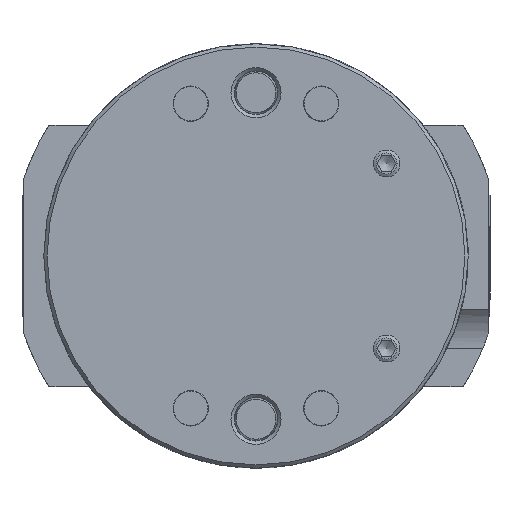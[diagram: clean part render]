
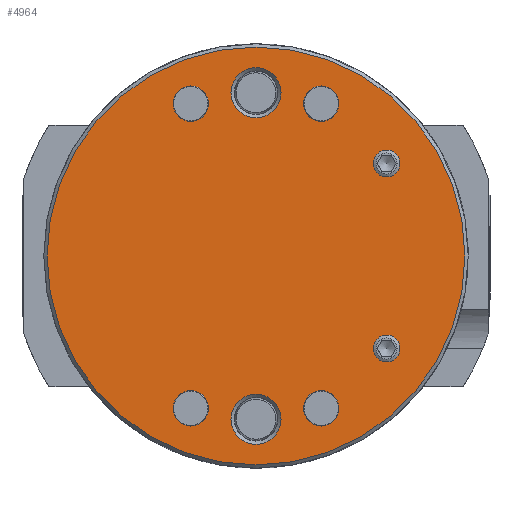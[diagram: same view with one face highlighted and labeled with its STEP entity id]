
A CAD part, front view. The second image highlights one B-rep face of the part: STEP entity #4964.
In plain terms, the highlighted face is planar.
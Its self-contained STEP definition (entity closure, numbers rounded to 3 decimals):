
#268=FACE_BOUND('',#1030,.T.);
#269=FACE_BOUND('',#1031,.T.);
#270=FACE_BOUND('',#1032,.T.);
#271=FACE_BOUND('',#1033,.T.);
#272=FACE_BOUND('',#1034,.T.);
#273=FACE_BOUND('',#1035,.T.);
#274=FACE_BOUND('',#1036,.T.);
#275=FACE_BOUND('',#1037,.T.);
#426=PLANE('',#5670);
#729=FACE_OUTER_BOUND('',#1029,.T.);
#1029=EDGE_LOOP('',(#4532));
#1030=EDGE_LOOP('',(#4533));
#1031=EDGE_LOOP('',(#4534,#4535));
#1032=EDGE_LOOP('',(#4536,#4537));
#1033=EDGE_LOOP('',(#4538,#4539));
#1034=EDGE_LOOP('',(#4540,#4541));
#1035=EDGE_LOOP('',(#4542,#4543));
#1036=EDGE_LOOP('',(#4544,#4545));
#1037=EDGE_LOOP('',(#4546));
#2047=CIRCLE('',#5668,2.3);
#2049=CIRCLE('',#5671,19.2);
#2050=CIRCLE('',#5672,2.3);
#2051=CIRCLE('',#5673,1.621);
#2052=CIRCLE('',#5674,1.621);
#2053=CIRCLE('',#5675,1.621);
#2054=CIRCLE('',#5676,1.621);
#2055=CIRCLE('',#5677,1.621);
#2056=CIRCLE('',#5678,1.621);
#2057=CIRCLE('',#5679,1.621);
#2058=CIRCLE('',#5680,1.621);
#2059=CIRCLE('',#5681,1.23);
#2060=CIRCLE('',#5682,1.23);
#2061=CIRCLE('',#5683,1.23);
#2062=CIRCLE('',#5684,1.23);
#2527=VERTEX_POINT('',#8865);
#2528=VERTEX_POINT('',#8870);
#2529=VERTEX_POINT('',#8872);
#2530=VERTEX_POINT('',#8874);
#2531=VERTEX_POINT('',#8875);
#2532=VERTEX_POINT('',#8878);
#2533=VERTEX_POINT('',#8879);
#2534=VERTEX_POINT('',#8882);
#2535=VERTEX_POINT('',#8883);
#2536=VERTEX_POINT('',#8886);
#2537=VERTEX_POINT('',#8887);
#2538=VERTEX_POINT('',#8890);
#2539=VERTEX_POINT('',#8891);
#2540=VERTEX_POINT('',#8894);
#2541=VERTEX_POINT('',#8895);
#3205=EDGE_CURVE('',#2527,#2527,#2047,.T.);
#3207=EDGE_CURVE('',#2528,#2528,#2049,.T.);
#3208=EDGE_CURVE('',#2529,#2529,#2050,.T.);
#3209=EDGE_CURVE('',#2530,#2531,#2051,.T.);
#3210=EDGE_CURVE('',#2531,#2530,#2052,.T.);
#3211=EDGE_CURVE('',#2532,#2533,#2053,.T.);
#3212=EDGE_CURVE('',#2533,#2532,#2054,.T.);
#3213=EDGE_CURVE('',#2534,#2535,#2055,.T.);
#3214=EDGE_CURVE('',#2535,#2534,#2056,.T.);
#3215=EDGE_CURVE('',#2536,#2537,#2057,.T.);
#3216=EDGE_CURVE('',#2537,#2536,#2058,.T.);
#3217=EDGE_CURVE('',#2538,#2539,#2059,.T.);
#3218=EDGE_CURVE('',#2539,#2538,#2060,.T.);
#3219=EDGE_CURVE('',#2540,#2541,#2061,.T.);
#3220=EDGE_CURVE('',#2541,#2540,#2062,.T.);
#4532=ORIENTED_EDGE('',*,*,#3207,.F.);
#4533=ORIENTED_EDGE('',*,*,#3208,.F.);
#4534=ORIENTED_EDGE('',*,*,#3209,.T.);
#4535=ORIENTED_EDGE('',*,*,#3210,.T.);
#4536=ORIENTED_EDGE('',*,*,#3211,.T.);
#4537=ORIENTED_EDGE('',*,*,#3212,.T.);
#4538=ORIENTED_EDGE('',*,*,#3213,.T.);
#4539=ORIENTED_EDGE('',*,*,#3214,.T.);
#4540=ORIENTED_EDGE('',*,*,#3215,.T.);
#4541=ORIENTED_EDGE('',*,*,#3216,.T.);
#4542=ORIENTED_EDGE('',*,*,#3217,.T.);
#4543=ORIENTED_EDGE('',*,*,#3218,.T.);
#4544=ORIENTED_EDGE('',*,*,#3219,.T.);
#4545=ORIENTED_EDGE('',*,*,#3220,.T.);
#4546=ORIENTED_EDGE('',*,*,#3205,.F.);
#4964=ADVANCED_FACE('',(#729,#268,#269,#270,#271,#272,#273,#274,#275),#426,
 .F.);
#5668=AXIS2_PLACEMENT_3D('',#8867,#7070,#7071);
#5670=AXIS2_PLACEMENT_3D('',#8869,#7074,#7075);
#5671=AXIS2_PLACEMENT_3D('',#8871,#7076,#7077);
#5672=AXIS2_PLACEMENT_3D('',#8873,#7078,#7079);
#5673=AXIS2_PLACEMENT_3D('',#8876,#7080,#7081);
#5674=AXIS2_PLACEMENT_3D('',#8877,#7082,#7083);
#5675=AXIS2_PLACEMENT_3D('',#8880,#7084,#7085);
#5676=AXIS2_PLACEMENT_3D('',#8881,#7086,#7087);
#5677=AXIS2_PLACEMENT_3D('',#8884,#7088,#7089);
#5678=AXIS2_PLACEMENT_3D('',#8885,#7090,#7091);
#5679=AXIS2_PLACEMENT_3D('',#8888,#7092,#7093);
#5680=AXIS2_PLACEMENT_3D('',#8889,#7094,#7095);
#5681=AXIS2_PLACEMENT_3D('',#8892,#7096,#7097);
#5682=AXIS2_PLACEMENT_3D('',#8893,#7098,#7099);
#5683=AXIS2_PLACEMENT_3D('',#8896,#7100,#7101);
#5684=AXIS2_PLACEMENT_3D('',#8897,#7102,#7103);
#7070=DIRECTION('center_axis',(0.,0.,-1.));
#7071=DIRECTION('ref_axis',(1.,0.,0.));
#7074=DIRECTION('center_axis',(0.,0.,1.));
#7075=DIRECTION('ref_axis',(1.,0.,0.));
#7076=DIRECTION('center_axis',(0.,0.,1.));
#7077=DIRECTION('ref_axis',(-1.,0.,0.));
#7078=DIRECTION('center_axis',(0.,0.,-1.));
#7079=DIRECTION('ref_axis',(1.,0.,0.));
#7080=DIRECTION('center_axis',(0.,0.,1.));
#7081=DIRECTION('ref_axis',(-1.,0.,0.));
#7082=DIRECTION('center_axis',(0.,0.,1.));
#7083=DIRECTION('ref_axis',(-1.,0.,0.));
#7084=DIRECTION('center_axis',(0.,0.,1.));
#7085=DIRECTION('ref_axis',(-1.,0.,0.));
#7086=DIRECTION('center_axis',(0.,0.,1.));
#7087=DIRECTION('ref_axis',(-1.,0.,0.));
#7088=DIRECTION('center_axis',(0.,0.,1.));
#7089=DIRECTION('ref_axis',(-1.,0.,0.));
#7090=DIRECTION('center_axis',(0.,0.,1.));
#7091=DIRECTION('ref_axis',(-1.,0.,0.));
#7092=DIRECTION('center_axis',(0.,0.,1.));
#7093=DIRECTION('ref_axis',(-1.,0.,0.));
#7094=DIRECTION('center_axis',(0.,0.,1.));
#7095=DIRECTION('ref_axis',(-1.,0.,0.));
#7096=DIRECTION('center_axis',(0.,0.,1.));
#7097=DIRECTION('ref_axis',(-1.,0.,0.));
#7098=DIRECTION('center_axis',(0.,0.,1.));
#7099=DIRECTION('ref_axis',(-1.,0.,0.));
#7100=DIRECTION('center_axis',(0.,0.,1.));
#7101=DIRECTION('ref_axis',(-1.,0.,0.));
#7102=DIRECTION('center_axis',(0.,0.,1.));
#7103=DIRECTION('ref_axis',(-1.,0.,0.));
#8865=CARTESIAN_POINT('',(-2.3,-15.,0.));
#8867=CARTESIAN_POINT('Origin',(0.,-15.,0.));
#8869=CARTESIAN_POINT('Origin',(0.,0.,
0.));
#8870=CARTESIAN_POINT('',(19.2,0.,0.));
#8871=CARTESIAN_POINT('Origin',(0.,0.,0.));
#8872=CARTESIAN_POINT('',(-2.3,15.,0.));
#8873=CARTESIAN_POINT('Origin',(0.,15.,0.));
#8874=CARTESIAN_POINT('',(-7.621,14.,0.));
#8875=CARTESIAN_POINT('',(-4.379,14.,0.));
#8876=CARTESIAN_POINT('Origin',(-6.,14.,0.));
#8877=CARTESIAN_POINT('Origin',(-6.,14.,0.));
#8878=CARTESIAN_POINT('',(4.379,-14.,0.));
#8879=CARTESIAN_POINT('',(7.621,-14.,0.));
#8880=CARTESIAN_POINT('Origin',(6.,-14.,0.));
#8881=CARTESIAN_POINT('Origin',(6.,-14.,0.));
#8882=CARTESIAN_POINT('',(-7.621,-14.,0.));
#8883=CARTESIAN_POINT('',(-4.379,-14.,0.));
#8884=CARTESIAN_POINT('Origin',(-6.,-14.,0.));
#8885=CARTESIAN_POINT('Origin',(-6.,-14.,0.));
#8886=CARTESIAN_POINT('',(4.379,14.,0.));
#8887=CARTESIAN_POINT('',(7.621,14.,0.));
#8888=CARTESIAN_POINT('Origin',(6.,14.,0.));
#8889=CARTESIAN_POINT('Origin',(6.,14.,0.));
#8890=CARTESIAN_POINT('',(10.771,8.5,0.));
#8891=CARTESIAN_POINT('',(13.23,8.5,0.));
#8892=CARTESIAN_POINT('Origin',(12.,8.5,0.));
#8893=CARTESIAN_POINT('Origin',(12.,8.5,0.));
#8894=CARTESIAN_POINT('',(10.771,-8.5,0.));
#8895=CARTESIAN_POINT('',(13.23,-8.5,0.));
#8896=CARTESIAN_POINT('Origin',(12.,-8.5,0.));
#8897=CARTESIAN_POINT('Origin',(12.,-8.5,0.));
